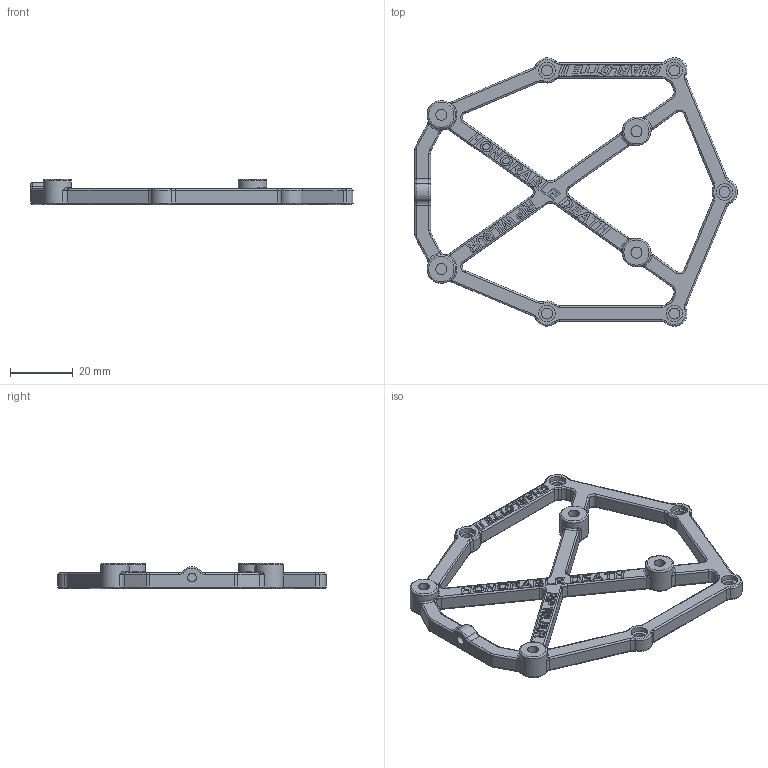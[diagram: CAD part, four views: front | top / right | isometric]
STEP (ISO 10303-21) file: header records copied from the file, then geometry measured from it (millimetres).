
FILE_DESCRIPTION(/* description */ (''),/* implementation_level */ '2;1');
FILE_NAME(/* name */ 'v4topframev3.stp',/* time_stamp */ '2024-02-11T13:51:51-06:00',/* author */ ('Eric'),/* organization */ (''),/* preprocessor_version */ 'ST-DEVELOPER v20',/* originating_system */ 'Autodesk Inventor 2024',/* authorisation */ '');
FILE_SCHEMA (('AUTOMOTIVE_DESIGN { 1 0 10303 214 3 1 1 }'));
Length unit declared in the file: millimetre
Products named in the file (1): v4topframev3
Bounding box: 102.39 x 85.2 x 8 mm (x, y, z)
Volume: 11815.4 mm3; surface area: 10587.9 mm2
Topology: 1 solids, 1 shells, 850 faces, 2123 edges, 1334 vertices
Faces by surface type: plane 436, cylinder 146, torus 140, bspline 128
Full cylindrical faces by diameter (mm): 2.8 x1, 3.5 x9, 5.25 x5, 9 x4
Entity records: 26683 total; most frequent: CARTESIAN_POINT 6903, ORIENTED_EDGE 4222, DIRECTION 3821, EDGE_CURVE 2111, VERTEX_POINT 1334, LINE 1331, VECTOR 1331, AXIS2_PLACEMENT_3D 1245
